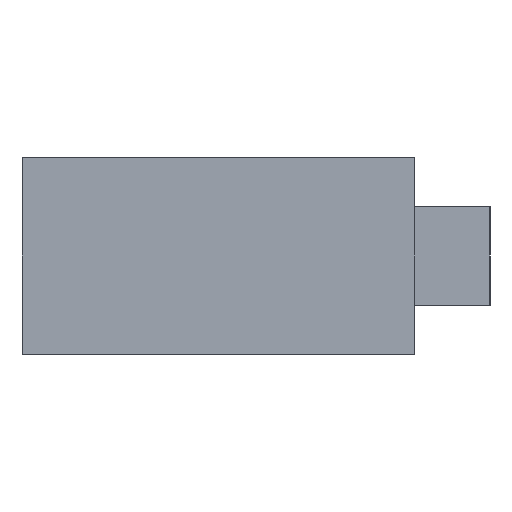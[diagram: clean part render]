
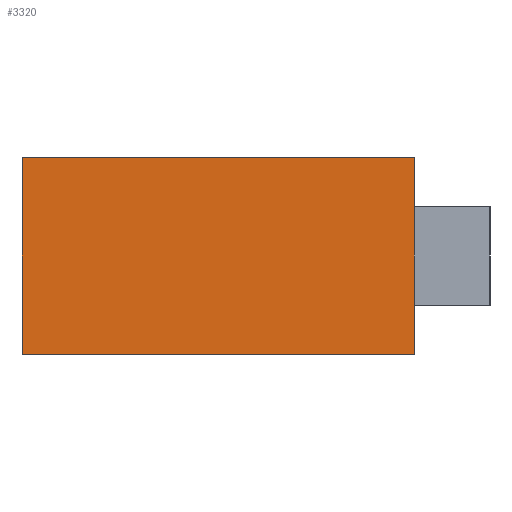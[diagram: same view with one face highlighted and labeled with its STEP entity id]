
A CAD part, left-side view. The second image highlights one B-rep face of the part: STEP entity #3320.
In plain terms, the highlighted planar face has unit normal (-1, 0, 0).
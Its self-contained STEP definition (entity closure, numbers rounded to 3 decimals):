
#371 = EDGE_CURVE ( 'NONE', #704, #2946, #3212, .T. ) ;
#422 = ORIENTED_EDGE ( 'NONE', *, *, #1422, .F. ) ;
#457 = CARTESIAN_POINT ( 'NONE',  ( -31., 15.2, -6.5 ) ) ;
#582 = DIRECTION ( 'NONE',  ( 0., 0., -1. ) ) ;
#603 = CARTESIAN_POINT ( 'NONE',  ( -31., -10.7, 6.5 ) ) ;
#702 = VECTOR ( 'NONE', #1620, 1000. ) ;
#704 = VERTEX_POINT ( 'NONE', #2268 ) ;
#716 = ORIENTED_EDGE ( 'NONE', *, *, #2576, .T. ) ;
#798 = ORIENTED_EDGE ( 'NONE', *, *, #371, .F. ) ;
#883 = EDGE_LOOP ( 'NONE', ( #3523, #422, #798, #716 ) ) ;
#962 = CARTESIAN_POINT ( 'NONE',  ( -31., -10.7, 6.5 ) ) ;
#1001 = PLANE ( 'NONE',  #1365 ) ;
#1022 = VECTOR ( 'NONE', #3007, 1000. ) ;
#1282 = CARTESIAN_POINT ( 'NONE',  ( -31., -10.7, -6.5 ) ) ;
#1365 = AXIS2_PLACEMENT_3D ( 'NONE', #3215, #3491, #1912 ) ;
#1422 = EDGE_CURVE ( 'NONE', #2946, #3579, #1432, .T. ) ;
#1432 = LINE ( 'NONE', #603, #3566 ) ;
#1483 = VERTEX_POINT ( 'NONE', #457 ) ;
#1491 = CARTESIAN_POINT ( 'NONE',  ( -31., 10.7, -6.5 ) ) ;
#1620 = DIRECTION ( 'NONE',  ( 0., 0., -1. ) ) ;
#1784 = LINE ( 'NONE', #1491, #1022 ) ;
#1912 = DIRECTION ( 'NONE',  ( 0., 0., -1. ) ) ;
#1935 = EDGE_CURVE ( 'NONE', #1483, #3579, #1784, .T. ) ;
#2268 = CARTESIAN_POINT ( 'NONE',  ( -31., 15.2, 6.5 ) ) ;
#2382 = CARTESIAN_POINT ( 'NONE',  ( -31., 15.2, 6.5 ) ) ;
#2576 = EDGE_CURVE ( 'NONE', #704, #1483, #2908, .T. ) ;
#2617 = VECTOR ( 'NONE', #2873, 1000. ) ;
#2873 = DIRECTION ( 'NONE',  ( 0., -1., 0. ) ) ;
#2875 = CARTESIAN_POINT ( 'NONE',  ( -31., 10.7, 6.5 ) ) ;
#2908 = LINE ( 'NONE', #2382, #702 ) ;
#2946 = VERTEX_POINT ( 'NONE', #962 ) ;
#3007 = DIRECTION ( 'NONE',  ( 0., -1., 0. ) ) ;
#3212 = LINE ( 'NONE', #2875, #2617 ) ;
#3215 = CARTESIAN_POINT ( 'NONE',  ( -31., 10.7, 6.5 ) ) ;
#3320 = ADVANCED_FACE ( 'NONE', ( #3541 ), #1001, .F. ) ;
#3491 = DIRECTION ( 'NONE',  ( 1., 0., 0. ) ) ;
#3523 = ORIENTED_EDGE ( 'NONE', *, *, #1935, .T. ) ;
#3541 = FACE_OUTER_BOUND ( 'NONE', #883, .T. ) ;
#3566 = VECTOR ( 'NONE', #582, 1000. ) ;
#3579 = VERTEX_POINT ( 'NONE', #1282 ) ;
